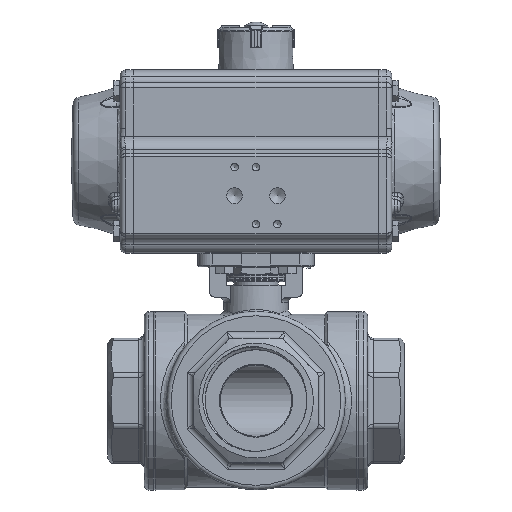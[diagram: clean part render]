
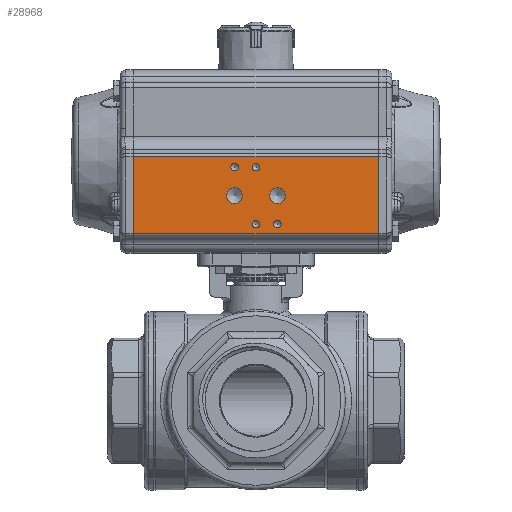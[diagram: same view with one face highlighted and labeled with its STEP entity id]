
A CAD part, top view. The second image highlights one B-rep face of the part: STEP entity #28968.
In plain terms, the highlighted face is planar.
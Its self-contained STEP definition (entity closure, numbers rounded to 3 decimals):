
#2093=PLANE('',#30933);
#3556=LINE('',#77895,#5151);
#3559=LINE('',#77908,#5154);
#3595=LINE('',#78030,#5190);
#3596=LINE('',#78032,#5191);
#5151=VECTOR('',#36022,1000.);
#5154=VECTOR('',#36033,1000.);
#5190=VECTOR('',#36157,1000.);
#5191=VECTOR('',#36160,1000.);
#11358=ORIENTED_EDGE('',*,*,#15104,.T.);
#11359=ORIENTED_EDGE('',*,*,#15172,.F.);
#11360=ORIENTED_EDGE('',*,*,#15110,.F.);
#11361=ORIENTED_EDGE('',*,*,#15173,.T.);
#11362=ORIENTED_EDGE('',*,*,#14722,.F.);
#11363=ORIENTED_EDGE('',*,*,#14720,.F.);
#11364=ORIENTED_EDGE('',*,*,#14718,.F.);
#11365=ORIENTED_EDGE('',*,*,#14716,.F.);
#11366=ORIENTED_EDGE('',*,*,#14714,.F.);
#11367=ORIENTED_EDGE('',*,*,#14712,.F.);
#14712=EDGE_CURVE('',#17246,#17246,#18209,.T.);
#14714=EDGE_CURVE('',#17249,#17249,#18211,.T.);
#14716=EDGE_CURVE('',#17252,#17252,#18213,.T.);
#14718=EDGE_CURVE('',#17255,#17255,#18215,.T.);
#14720=EDGE_CURVE('',#17258,#17258,#18217,.T.);
#14722=EDGE_CURVE('',#17261,#17261,#18219,.T.);
#15104=EDGE_CURVE('',#17527,#17526,#3556,.T.);
#15110=EDGE_CURVE('',#17532,#17533,#3559,.T.);
#15172=EDGE_CURVE('',#17533,#17526,#3595,.T.);
#15173=EDGE_CURVE('',#17532,#17527,#3596,.T.);
#17246=VERTEX_POINT('',#75123);
#17249=VERTEX_POINT('',#75130);
#17252=VERTEX_POINT('',#75137);
#17255=VERTEX_POINT('',#75144);
#17258=VERTEX_POINT('',#75151);
#17261=VERTEX_POINT('',#75158);
#17526=VERTEX_POINT('',#77894);
#17527=VERTEX_POINT('',#77896);
#17532=VERTEX_POINT('',#77907);
#17533=VERTEX_POINT('',#77909);
#18209=CIRCLE('',#30519,2.1);
#18211=CIRCLE('',#30523,2.1);
#18213=CIRCLE('',#30527,2.1);
#18215=CIRCLE('',#30531,2.1);
#18217=CIRCLE('',#30535,4.4);
#18219=CIRCLE('',#30539,4.4);
#20057=EDGE_LOOP('',(#11358,#11359,#11360,#11361));
#20058=EDGE_LOOP('',(#11362));
#20059=EDGE_LOOP('',(#11363));
#20060=EDGE_LOOP('',(#11364));
#20061=EDGE_LOOP('',(#11365));
#20062=EDGE_LOOP('',(#11366));
#20063=EDGE_LOOP('',(#11367));
#21768=FACE_BOUND('',#20057,.T.);
#21769=FACE_BOUND('',#20058,.T.);
#21770=FACE_BOUND('',#20059,.T.);
#21771=FACE_BOUND('',#20060,.T.);
#21772=FACE_BOUND('',#20061,.T.);
#21773=FACE_BOUND('',#20062,.T.);
#21774=FACE_BOUND('',#20063,.T.);
#28968=ADVANCED_FACE('',(#21768,#21769,#21770,#21771,#21772,#21773,#21774),
#2093,.F.);
#30519=AXIS2_PLACEMENT_3D('',#75122,#35170,#35171);
#30523=AXIS2_PLACEMENT_3D('',#75129,#35178,#35179);
#30527=AXIS2_PLACEMENT_3D('',#75136,#35186,#35187);
#30531=AXIS2_PLACEMENT_3D('',#75143,#35194,#35195);
#30535=AXIS2_PLACEMENT_3D('',#75150,#35202,#35203);
#30539=AXIS2_PLACEMENT_3D('',#75157,#35210,#35211);
#30933=AXIS2_PLACEMENT_3D('',#78031,#36158,#36159);
#35170=DIRECTION('',(-1.,0.,0.));
#35171=DIRECTION('',(0.,0.,1.));
#35178=DIRECTION('',(-1.,0.,0.));
#35179=DIRECTION('',(0.,0.,1.));
#35186=DIRECTION('',(-1.,0.,0.));
#35187=DIRECTION('',(0.,0.,1.));
#35194=DIRECTION('',(-1.,0.,0.));
#35195=DIRECTION('',(0.,0.,1.));
#35202=DIRECTION('',(-1.,0.,0.));
#35203=DIRECTION('',(0.,0.,1.));
#35210=DIRECTION('',(-1.,0.,0.));
#35211=DIRECTION('',(0.,0.,1.));
#36022=DIRECTION('',(0.,-1.,0.));
#36033=DIRECTION('',(0.,-1.,0.));
#36157=DIRECTION('',(0.,0.,-1.));
#36158=DIRECTION('',(1.,0.,0.));
#36159=DIRECTION('',(0.,0.,1.));
#36160=DIRECTION('',(0.,0.,-1.));
#75122=CARTESIAN_POINT('',(-53.5,-35.5,12.));
#75123=CARTESIAN_POINT('',(-53.5,-35.5,14.1));
#75129=CARTESIAN_POINT('',(-53.5,-35.5,0.));
#75130=CARTESIAN_POINT('',(-53.5,-35.5,2.1));
#75136=CARTESIAN_POINT('',(-53.5,-3.5,0.));
#75137=CARTESIAN_POINT('',(-53.5,-3.5,2.1));
#75143=CARTESIAN_POINT('',(-53.5,-3.5,-12.));
#75144=CARTESIAN_POINT('',(-53.5,-3.5,-9.9));
#75150=CARTESIAN_POINT('',(-53.5,-19.5,12.));
#75151=CARTESIAN_POINT('',(-53.5,-19.5,16.4));
#75157=CARTESIAN_POINT('',(-53.5,-19.5,-12.));
#75158=CARTESIAN_POINT('',(-53.5,-19.5,-7.6));
#77894=CARTESIAN_POINT('',(-53.5,-40.5,-68.5));
#77895=CARTESIAN_POINT('',(-53.5,2.212,-68.5));
#77896=CARTESIAN_POINT('',(-53.5,2.212,-68.5));
#77907=CARTESIAN_POINT('',(-53.5,2.212,68.5));
#77908=CARTESIAN_POINT('',(-53.5,2.212,68.5));
#77909=CARTESIAN_POINT('',(-53.5,-40.5,68.5));
#78030=CARTESIAN_POINT('',(-53.5,-40.5,68.5));
#78031=CARTESIAN_POINT('',(-53.5,2.212,68.5));
#78032=CARTESIAN_POINT('',(-53.5,2.212,68.5));
